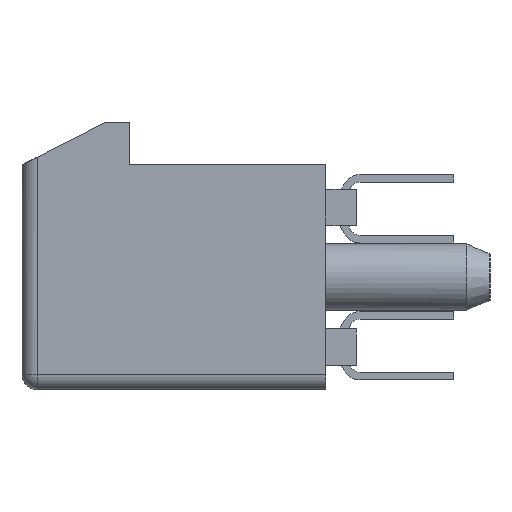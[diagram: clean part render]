
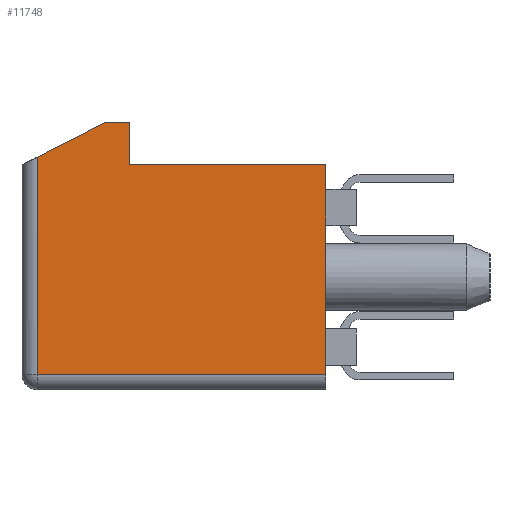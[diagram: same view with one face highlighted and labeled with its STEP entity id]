
A CAD part, left-side view. The second image highlights one B-rep face of the part: STEP entity #11748.
In plain terms, the highlighted planar face has unit normal (-1, 0, 0).
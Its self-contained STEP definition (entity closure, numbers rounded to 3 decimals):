
#895=FACE_OUTER_BOUND('',#1576,.T.);
#1576=EDGE_LOOP('',(#8003,#8004,#8005,#8006,#8007,#8008,#8009));
#2288=LINE('',#17133,#3580);
#2372=LINE('',#17336,#3664);
#2393=LINE('',#17390,#3685);
#2394=LINE('',#17394,#3686);
#2395=LINE('',#17396,#3687);
#2396=LINE('',#17398,#3688);
#2397=LINE('',#17399,#3689);
#3580=VECTOR('',#13579,6.9);
#3664=VECTOR('',#13761,9.5);
#3685=VECTOR('',#13806,7.155);
#3686=VECTOR('',#13811,6.45);
#3687=VECTOR('',#13812,1.4);
#3688=VECTOR('',#13813,0.8);
#3689=VECTOR('',#13814,2.525);
#4870=VERTEX_POINT('',#17130);
#4871=VERTEX_POINT('',#17132);
#4938=VERTEX_POINT('',#17335);
#4959=VERTEX_POINT('',#17389);
#4960=VERTEX_POINT('',#17393);
#4961=VERTEX_POINT('',#17395);
#4962=VERTEX_POINT('',#17397);
#6029=EDGE_CURVE('',#4870,#4871,#2288,.T.);
#6128=EDGE_CURVE('',#4871,#4938,#2372,.T.);
#6155=EDGE_CURVE('',#4938,#4959,#2393,.T.);
#6157=EDGE_CURVE('',#4870,#4960,#2394,.T.);
#6158=EDGE_CURVE('',#4960,#4961,#2395,.T.);
#6159=EDGE_CURVE('',#4961,#4962,#2396,.T.);
#6160=EDGE_CURVE('',#4959,#4962,#2397,.T.);
#8003=ORIENTED_EDGE('',*,*,#6128,.F.);
#8004=ORIENTED_EDGE('',*,*,#6029,.F.);
#8005=ORIENTED_EDGE('',*,*,#6157,.T.);
#8006=ORIENTED_EDGE('',*,*,#6158,.T.);
#8007=ORIENTED_EDGE('',*,*,#6159,.T.);
#8008=ORIENTED_EDGE('',*,*,#6160,.F.);
#8009=ORIENTED_EDGE('',*,*,#6155,.F.);
#11291=PLANE('',#12493);
#11748=ADVANCED_FACE('',(#895),#11291,.F.);
#12493=AXIS2_PLACEMENT_3D('',#17392,#13809,#13810);
#13579=DIRECTION('',(0.,0.,-1.));
#13761=DIRECTION('',(0.,1.,0.));
#13806=DIRECTION('',(0.,0.,1.));
#13809=DIRECTION('center_axis',(1.,0.,0.));
#13810=DIRECTION('ref_axis',(0.,-1.,0.));
#13811=DIRECTION('',(0.,1.,0.));
#13812=DIRECTION('',(0.,0.,1.));
#13813=DIRECTION('',(0.,1.,0.));
#13814=DIRECTION('',(0.,-0.891,0.454));
#17130=CARTESIAN_POINT('',(-14.5,1.,3.7));
#17132=CARTESIAN_POINT('',(-14.5,1.,-3.2));
#17133=CARTESIAN_POINT('',(-14.5,1.,3.7));
#17335=CARTESIAN_POINT('',(-14.5,10.5,-3.2));
#17336=CARTESIAN_POINT('',(-14.5,1.,-3.2));
#17389=CARTESIAN_POINT('',(-14.5,10.5,3.955));
#17390=CARTESIAN_POINT('',(-14.5,10.5,-3.2));
#17392=CARTESIAN_POINT('Origin',(-14.5,5.75,0.95));
#17393=CARTESIAN_POINT('',(-14.5,7.45,3.7));
#17394=CARTESIAN_POINT('',(-14.5,1.,3.7));
#17395=CARTESIAN_POINT('',(-14.5,7.45,5.1));
#17396=CARTESIAN_POINT('',(-14.5,7.45,3.7));
#17397=CARTESIAN_POINT('',(-14.5,8.25,5.1));
#17398=CARTESIAN_POINT('',(-14.5,7.45,5.1));
#17399=CARTESIAN_POINT('',(-14.5,10.5,3.955));
